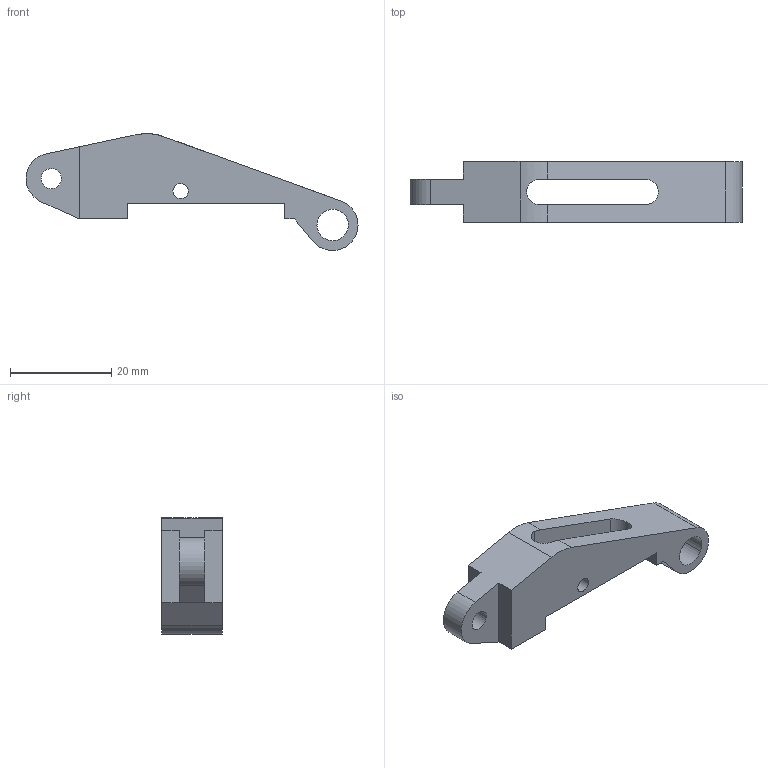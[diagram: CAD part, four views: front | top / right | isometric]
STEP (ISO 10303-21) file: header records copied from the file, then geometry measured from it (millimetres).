
FILE_DESCRIPTION(('CATIA V5 STEP Exchange'),'2;1');
FILE_NAME('Cale 1 - Couteau chaussure - 00.stp','2017-05-20T11:01:04+00:00',('none'),('none'),'CATIA Version 5 Release 16 (IN-10)','CATIA V5 STEP AP203','none');
FILE_SCHEMA(('CONFIG_CONTROL_DESIGN'));
Length unit declared in the file: millimetre
Products named in the file (1): Cale 1 - Couteau chaussure - 00
Bounding box: 65.5 x 12 x 23.04 mm (x, y, z)
Volume: 5778.5 mm3; surface area: 3701.7 mm2
Topology: 1 solids, 1 shells, 31 faces, 90 edges, 60 vertices
Faces by surface type: plane 17, cylinder 14
Entity records: 1034 total; most frequent: CARTESIAN_POINT 196, ORIENTED_EDGE 180, DIRECTION 129, EDGE_CURVE 90, VERTEX_POINT 60, VECTOR 58, LINE 58, AXIS2_PLACEMENT_3D 51
